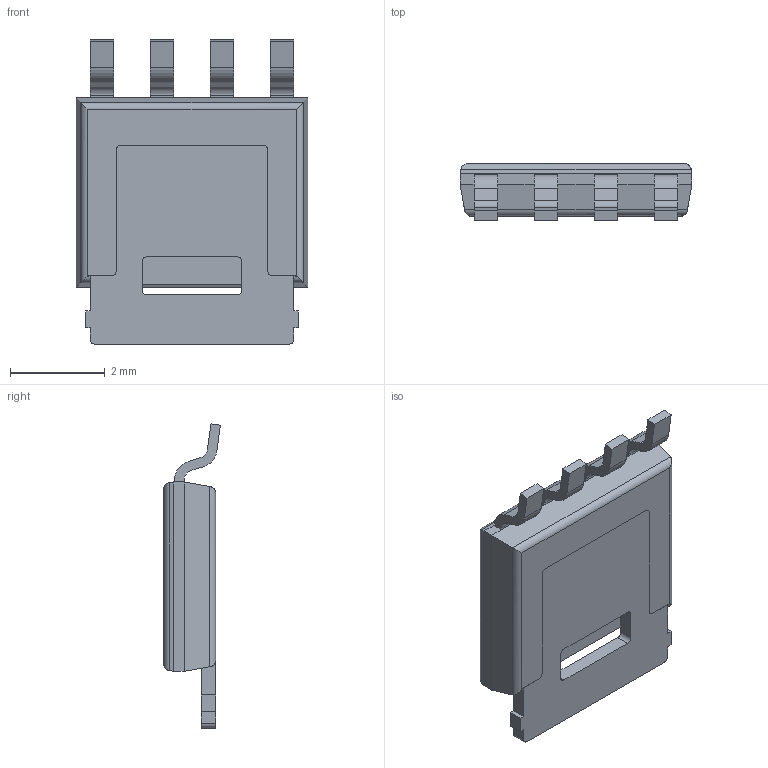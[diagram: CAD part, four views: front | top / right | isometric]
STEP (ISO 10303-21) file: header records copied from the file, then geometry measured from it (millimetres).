
FILE_DESCRIPTION (( 'STEP AP214' ), '1' );
FILE_NAME ('C702BEEA-3049-41E1-80B2-B46CE41059CB.STEP', '2008-11-06T09:55:39', ( 'sysAdmin' ), ( 'SolidWorks' ), 'SwSTEP 2.0', 'SolidWorks 2009', '' );
FILE_SCHEMA (( 'AUTOMOTIVE_DESIGN' ));
Length unit declared in the file: millimetre
Products named in the file (1): C702BEEA-3049-41E1-80B2-B46CE41059CB
Bounding box: 4.9 x 1.2 x 6.43 mm (x, y, z)
Volume: 22.5 mm3; surface area: 76.7 mm2
Topology: 1 solids, 1 shells, 111 faces, 301 edges, 192 vertices
Faces by surface type: plane 74, cylinder 37
Entity records: 3738 total; most frequent: CARTESIAN_POINT 629, ORIENTED_EDGE 602, DIRECTION 577, EDGE_CURVE 301, VECTOR 233, LINE 233, VERTEX_POINT 192, AXIS2_PLACEMENT_3D 172
